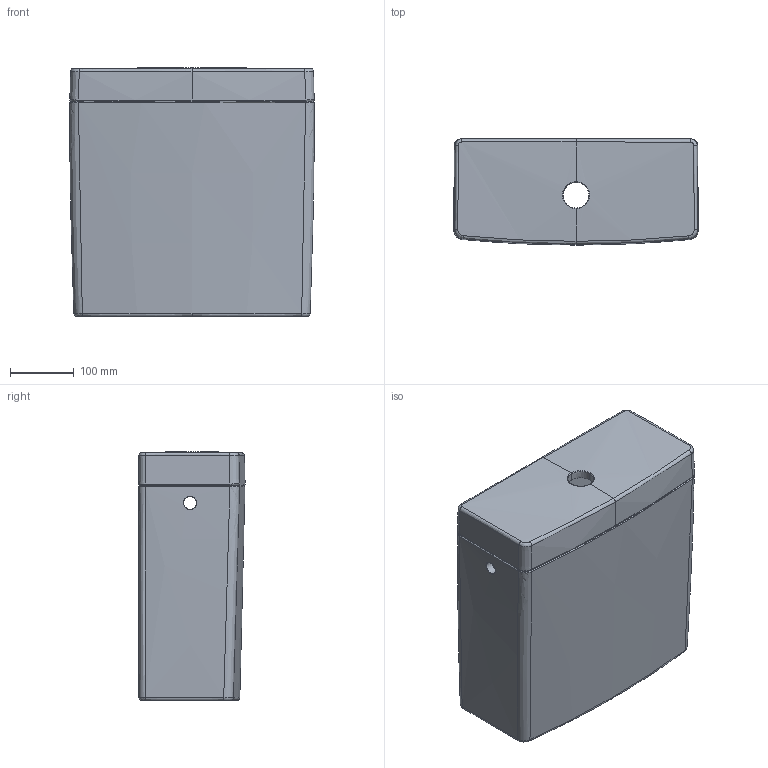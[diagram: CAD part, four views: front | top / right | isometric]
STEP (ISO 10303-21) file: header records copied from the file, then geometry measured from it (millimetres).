
FILE_DESCRIPTION(/* description */ (''),/* implementation_level */ '2;1');
FILE_NAME(/* name */ '5772_WK.stp',/* time_stamp */ '2019-05-14T14:27:55+02:00',/* author */ (''),/* organization */ (''),/* preprocessor_version */ 'ST-DEVELOPER v16',/* originating_system */ 'SIEMENS PLM Software NX 10.0',/* authorisation */ '');
FILE_SCHEMA (('AUTOMOTIVE_DESIGN { 1 0 10303 214 3 1 1 1 }'));
Length unit declared in the file: millimetre
Products named in the file (1): Sier26700D41hu1l
Bounding box: 383.14 x 166.37 x 390.18 mm (x, y, z)
Volume: 6313767.6 mm3; surface area: 962718 mm2
Topology: 2 solids, 2 shells, 521 faces, 1242 edges, 706 vertices
Faces by surface type: bspline 451, cylinder 32, plane 24, extrusion 10, sphere 4
Full cylindrical faces by diameter (mm): 15 x2, 20 x2, 63 x1
Entity records: 25350 total; most frequent: CARTESIAN_POINT 16716, ORIENTED_EDGE 2408, EDGE_CURVE 1204, DIRECTION 853, B_SPLINE_CURVE_WITH_KNOTS 822, VERTEX_POINT 697, EDGE_LOOP 547, ADVANCED_FACE 521
